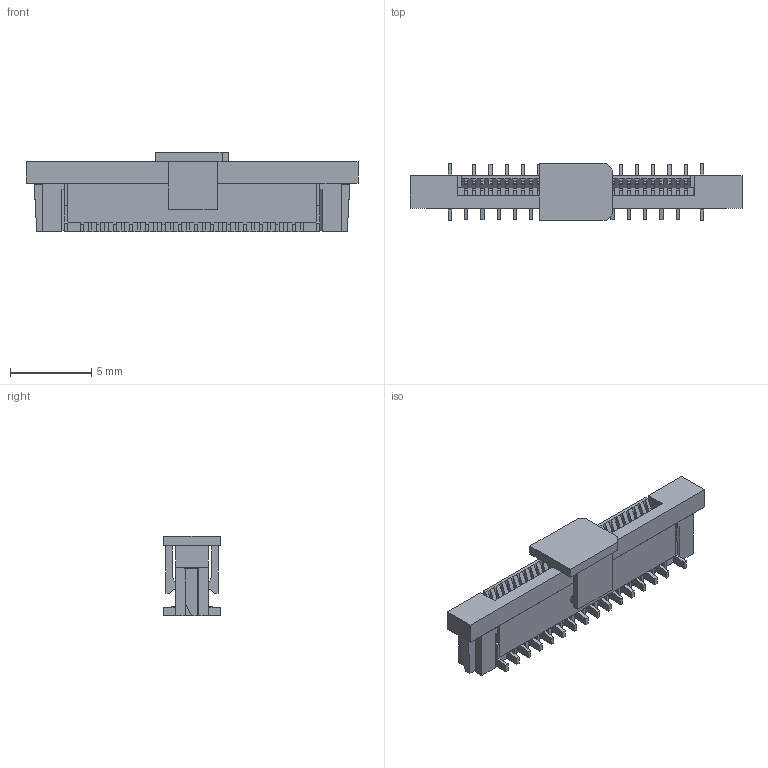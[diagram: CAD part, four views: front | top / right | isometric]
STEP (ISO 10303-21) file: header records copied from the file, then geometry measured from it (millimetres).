
FILE_DESCRIPTION(/* description */ ('Unknown'),/* implementation_level */ '2;1');
FILE_NAME(/* name */ '687328124422',/* time_stamp */ '2019-02-06T10:37:46+01:00',/* author */ ('Unknown'),/* organization */ ('Unknown'),/* preprocessor_version */ 'ST-DEVELOPER v16.7',/* originating_system */ 'DEX',/* authorisation */ $);
FILE_SCHEMA (('AUTOMOTIVE_DESIGN {1 0 10303 214 3 1 1}'));
Length unit declared in the file: millimetre
Products named in the file (7): 6873xx124422; 687328124422; 6873xx124422_PIN_COTE; 6873xx124422_PIN_A; 6873xx124422_PIN_B; 6873xx124422_Pick and Place; 687328124422_CAP
Assembly tree (33 placements, depth 2):
  6873xx124422
    687328124422
    6873xx124422_PIN_COTE  x2
    6873xx124422_PIN_A  x14
    6873xx124422_PIN_B  x14
    6873xx124422_Pick and Place
    687328124422_CAP
Bounding box: 20.4 x 3.5 x 4.9 mm (x, y, z)
Volume: 137.9 mm3; surface area: 1010.8 mm2
Topology: 33 solids, 33 shells, 1495 faces, 4426 edges, 2890 vertices
Faces by surface type: plane 1231, cylinder 264
Entity records: 22121 total; most frequent: ORIENTED_EDGE 4004, CARTESIAN_POINT 3955, DIRECTION 3388, EDGE_CURVE 2002, LINE 1942, VECTOR 1942, VERTEX_POINT 1274, AXIS2_PLACEMENT_3D 723
